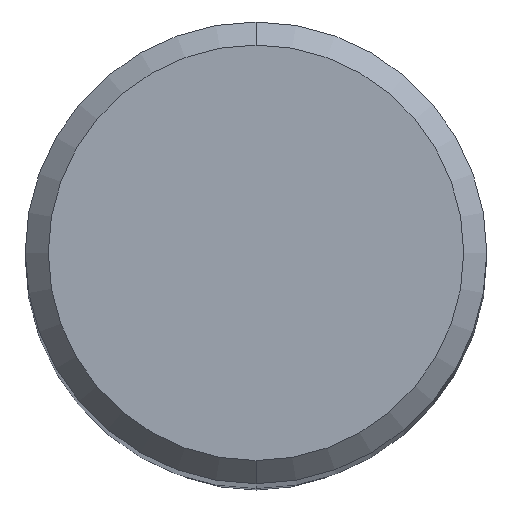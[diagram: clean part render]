
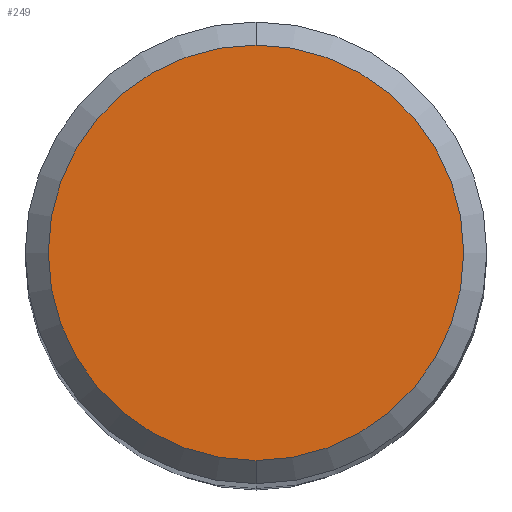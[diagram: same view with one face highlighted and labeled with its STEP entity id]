
A CAD part, top view. The second image highlights one B-rep face of the part: STEP entity #249.
In plain terms, the highlighted planar face has unit normal (0, 0, 1).
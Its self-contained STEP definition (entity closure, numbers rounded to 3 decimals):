
#175=EDGE_CURVE('',#299,#433,#467,.T.);
#249=ADVANCED_FACE('',(#549),#550,.T.);
#299=VERTEX_POINT('',#605);
#407=EDGE_CURVE('',#433,#299,#723,.T.);
#433=VERTEX_POINT('',#750);
#467=CIRCLE('',#779,3.6);
#549=FACE_OUTER_BOUND('',#923,.T.);
#550=PLANE('',#924);
#605=CARTESIAN_POINT('',(0.,-3.6,0.));
#723=CIRCLE('',#1314,3.6);
#750=CARTESIAN_POINT('',(0.0,3.6,0.));
#779=AXIS2_PLACEMENT_3D('',#1399,#1400,#1401);
#923=EDGE_LOOP('',(#1495,#1496));
#924=AXIS2_PLACEMENT_3D('',#1497,#1498,#1499);
#1314=AXIS2_PLACEMENT_3D('',#1692,#1693,#1694);
#1399=CARTESIAN_POINT('',(0.0,0.0,0.));
#1400=DIRECTION('',(0.0,0.0,-1.0));
#1401=DIRECTION('',(0.0,1.0,0.0));
#1495=ORIENTED_EDGE('',*,*,#407,.F.);
#1496=ORIENTED_EDGE('',*,*,#175,.F.);
#1497=CARTESIAN_POINT('',(0.0,1.8,0.));
#1498=DIRECTION('',(-0.0,0.0,1.0));
#1499=DIRECTION('',(0.0,-1.0,0.0));
#1692=CARTESIAN_POINT('',(0.0,0.0,0.));
#1693=DIRECTION('',(0.0,0.0,-1.0));
#1694=DIRECTION('',(0.0,1.0,0.0));
